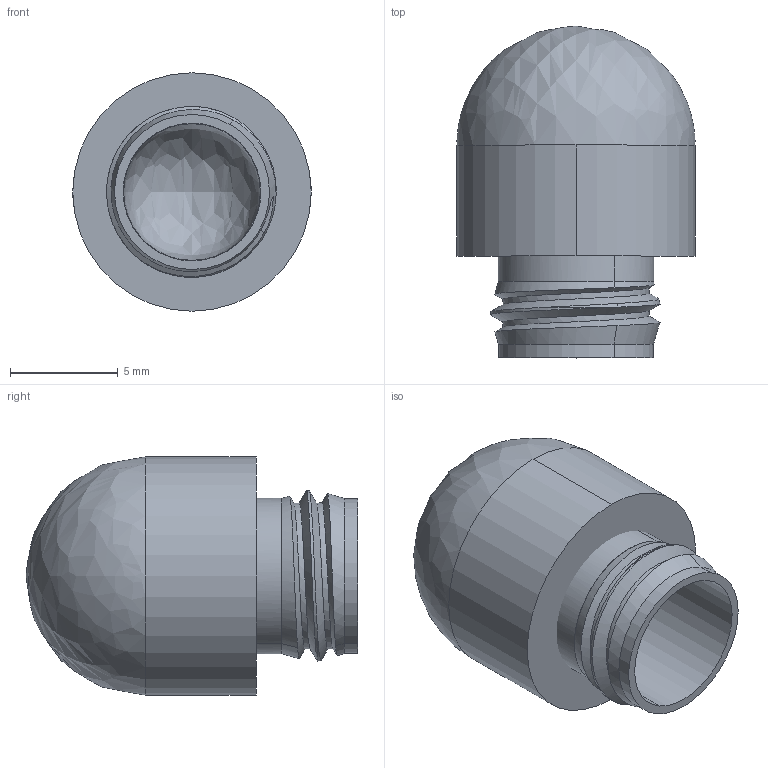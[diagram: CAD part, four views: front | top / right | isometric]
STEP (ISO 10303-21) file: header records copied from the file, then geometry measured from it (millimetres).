
FILE_DESCRIPTION (( 'STEP AP214' ), '1' );
FILE_NAME ('131A-303_304_Series.STEP', '2019-05-09T23:22:08', ( 'user' ), ( 'Microsoft' ), 'SwSTEP 2.0', 'SolidWorks 2018', '' );
FILE_SCHEMA (( 'AUTOMOTIVE_DESIGN' ));
Length unit declared in the file: inch
Products named in the file (3): 229-010-2x; Lens for 131A-303 and 304; 131A-303_304_Series
Assembly tree (2 placements, depth 2):
  131A-303_304_Series
    229-010-2x
    Lens for 131A-303 and 304
Bounding box: 11.07 x 15.42 x 11.07 mm (x, y, z)
Volume: 716 mm3; surface area: 997.5 mm2
Topology: 2 solids, 2 shells, 35 faces, 87 edges, 55 vertices
Faces by surface type: cylinder 13, plane 11, cone 6, bspline 5
Entity records: 2174 total; most frequent: CARTESIAN_POINT 871, ORIENTED_EDGE 166, DIRECTION 146, EDGE_CURVE 83, AXIS2_PLACEMENT_3D 60, VERTEX_POINT 55, EDGE_LOOP 40, LENGTH_MEASURE_WITH_UNIT 40
